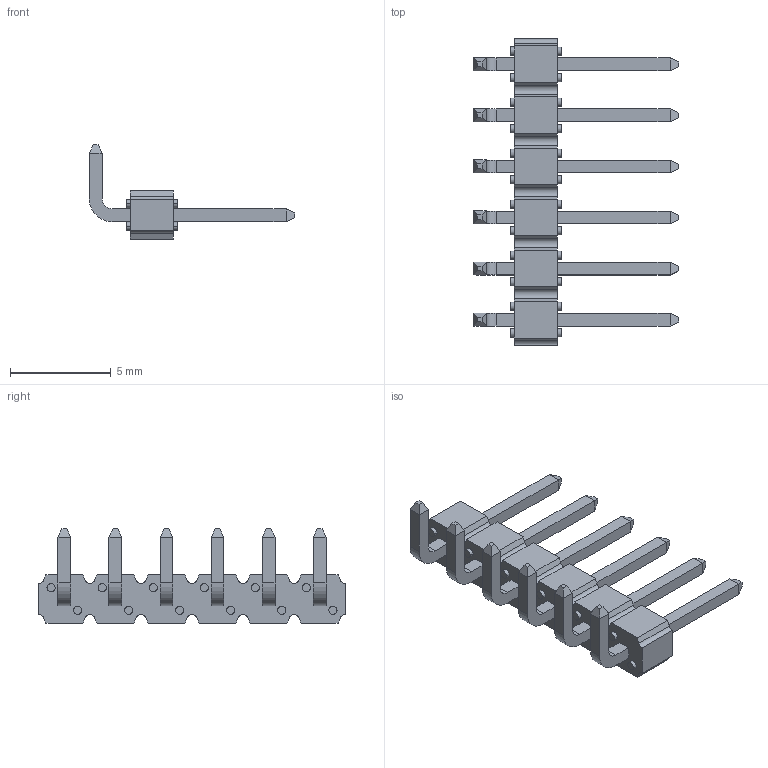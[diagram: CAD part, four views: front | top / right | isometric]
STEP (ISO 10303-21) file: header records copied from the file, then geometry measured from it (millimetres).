
FILE_DESCRIPTION((''),'2;1');
FILE_NAME('MSBR-1','2014-07-08T',('guohe'),('FCI'),'PRO/ENGINEER BY PARAMETRIC TECHNOLOGY CORPORATION, 2013150','PRO/ENGINEER BY PARAMETRIC TECHNOLOGY CORPORATION, 2013150','');
FILE_SCHEMA(('AUTOMOTIVE_DESIGN { 1 0 10303 214 1 1 1 1 }'));
Length unit declared in the file: millimetre
Products named in the file (1): MSBR-1
Bounding box: 10.22 x 15.24 x 4.7 mm (x, y, z)
Volume: 99.6 mm3; surface area: 319.1 mm2
Topology: 1 solids, 1 shells, 258 faces, 612 edges, 392 vertices
Faces by surface type: plane 184, cylinder 74
Entity records: 7587 total; most frequent: DIRECTION 1276, CARTESIAN_POINT 1264, ORIENTED_EDGE 1224, EDGE_CURVE 612, VECTOR 464, LINE 464, AXIS2_PLACEMENT_3D 406, VERTEX_POINT 392
